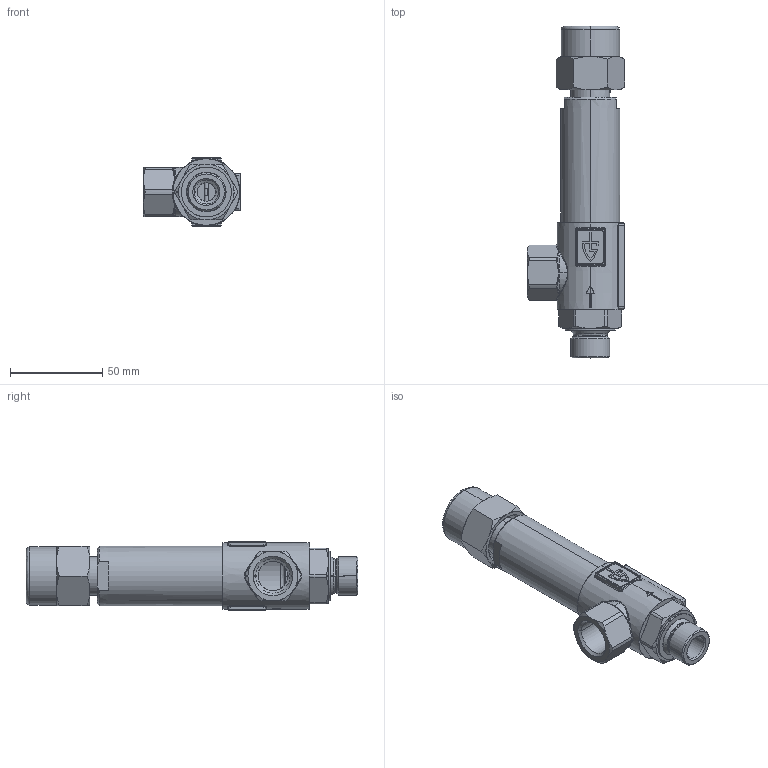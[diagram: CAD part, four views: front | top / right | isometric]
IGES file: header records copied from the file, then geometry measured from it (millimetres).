
Start section: SolidWorks IGES file using analytic representation for surfaces
Global section: file name: 461 tG -15 Dummy ab 50,01 - 70 bar.IGS; native system: SolidWorks 2011; preprocessor: SolidWorks 2011; author: Blankenhorn; date: 121116.073628; units: millimetre
Bounding box: 52.48 x 179.5 x 37 mm (x, y, z)
Surface area: 43646.6 mm2 (no closed solid volume)
Topology: 0 solids, 0 shells, 565 faces, 6498 edges, 6487 vertices
Faces by surface type: bspline 318, revolution 247
